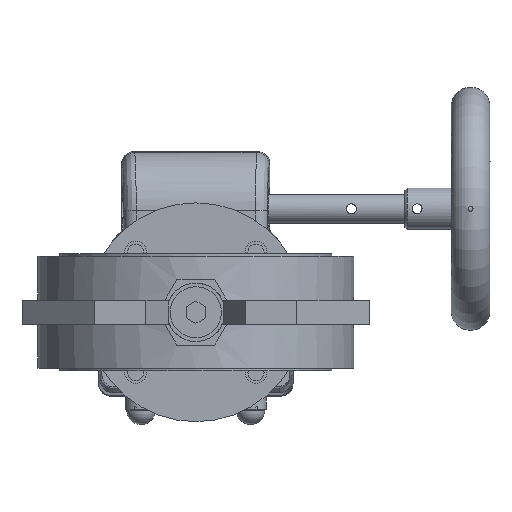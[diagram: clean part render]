
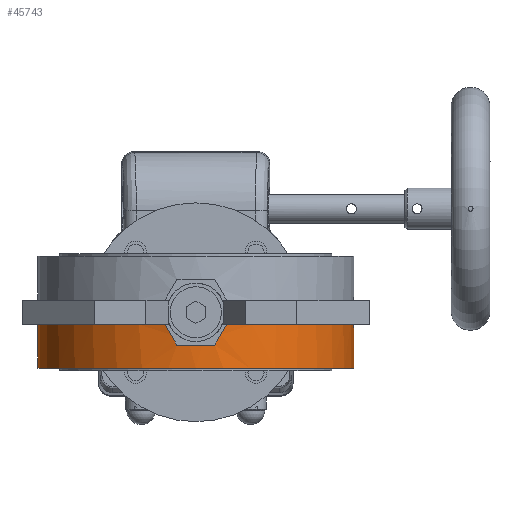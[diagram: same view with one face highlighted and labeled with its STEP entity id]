
A CAD part, front view. The second image highlights one B-rep face of the part: STEP entity #45743.
In plain terms, the highlighted cylindrical face has radius 65 mm (diameter 130 mm), a full revolution.
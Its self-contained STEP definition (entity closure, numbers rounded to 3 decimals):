
#3575=CIRCLE('',#50119,65.);
#3576=CIRCLE('',#50121,65.);
#3577=CIRCLE('',#50123,65.);
#3578=CIRCLE('',#50124,65.);
#3579=CIRCLE('',#50125,65.);
#3580=CIRCLE('',#50126,65.);
#4131=CYLINDRICAL_SURFACE('',#50118,65.);
#6681=LINE('',#155992,#9832);
#6682=LINE('',#155997,#9833);
#6683=LINE('',#156000,#9834);
#9832=VECTOR('',#60956,65.);
#9833=VECTOR('',#60961,1000.);
#9834=VECTOR('',#60964,1000.);
#11031=ELLIPSE('',#50120,130.,65.);
#11032=ELLIPSE('',#50122,130.,65.);
#13294=FACE_OUTER_BOUND('',#16097,.T.);
#16097=EDGE_LOOP('',(#40304,#40305,#40306,#40307,#40308,#40309,#40310,#40311,
#40312,#40313,#40314,#40315));
#21576=VERTEX_POINT('',#155980);
#21577=VERTEX_POINT('',#155981);
#21578=VERTEX_POINT('',#155983);
#21579=VERTEX_POINT('',#155985);
#21580=VERTEX_POINT('',#155987);
#21581=VERTEX_POINT('',#155989);
#21582=VERTEX_POINT('',#155991);
#21583=VERTEX_POINT('',#155994);
#21584=VERTEX_POINT('',#155996);
#21585=VERTEX_POINT('',#155998);
#27940=EDGE_CURVE('',#21576,#21577,#3575,.T.);
#27941=EDGE_CURVE('',#21576,#21578,#11031,.T.);
#27942=EDGE_CURVE('',#21578,#21579,#3576,.T.);
#27943=EDGE_CURVE('',#21579,#21580,#11032,.T.);
#27944=EDGE_CURVE('',#21581,#21580,#3577,.T.);
#27945=EDGE_CURVE('',#21581,#21582,#6681,.T.);
#27946=EDGE_CURVE('',#21582,#21582,#3578,.T.);
#27947=EDGE_CURVE('',#21583,#21581,#3579,.T.);
#27948=EDGE_CURVE('',#21583,#21584,#6682,.T.);
#27949=EDGE_CURVE('',#21584,#21585,#3580,.T.);
#27950=EDGE_CURVE('',#21577,#21585,#6683,.T.);
#40304=ORIENTED_EDGE('',*,*,#27940,.F.);
#40305=ORIENTED_EDGE('',*,*,#27941,.T.);
#40306=ORIENTED_EDGE('',*,*,#27942,.T.);
#40307=ORIENTED_EDGE('',*,*,#27943,.T.);
#40308=ORIENTED_EDGE('',*,*,#27944,.F.);
#40309=ORIENTED_EDGE('',*,*,#27945,.T.);
#40310=ORIENTED_EDGE('',*,*,#27946,.T.);
#40311=ORIENTED_EDGE('',*,*,#27945,.F.);
#40312=ORIENTED_EDGE('',*,*,#27947,.F.);
#40313=ORIENTED_EDGE('',*,*,#27948,.T.);
#40314=ORIENTED_EDGE('',*,*,#27949,.T.);
#40315=ORIENTED_EDGE('',*,*,#27950,.F.);
#45743=ADVANCED_FACE('',(#13294),#4131,.T.);
#50118=AXIS2_PLACEMENT_3D('',#155979,#60944,#60945);
#50119=AXIS2_PLACEMENT_3D('',#155982,#60946,#60947);
#50120=AXIS2_PLACEMENT_3D('',#155984,#60948,#60949);
#50121=AXIS2_PLACEMENT_3D('',#155986,#60950,#60951);
#50122=AXIS2_PLACEMENT_3D('',#155988,#60952,#60953);
#50123=AXIS2_PLACEMENT_3D('',#155990,#60954,#60955);
#50124=AXIS2_PLACEMENT_3D('',#155993,#60957,#60958);
#50125=AXIS2_PLACEMENT_3D('',#155995,#60959,#60960);
#50126=AXIS2_PLACEMENT_3D('',#155999,#60962,#60963);
#60944=DIRECTION('center_axis',(0.,0.,1.));
#60945=DIRECTION('ref_axis',(1.,0.,0.));
#60946=DIRECTION('center_axis',(0.,0.,1.));
#60947=DIRECTION('ref_axis',(1.,0.,0.));
#60948=DIRECTION('center_axis',(0.866,0.,
-0.5));
#60949=DIRECTION('ref_axis',(0.5,0.,0.866));
#60950=DIRECTION('center_axis',(0.,0.,-1.));
#60951=DIRECTION('ref_axis',(1.,0.,0.));
#60952=DIRECTION('center_axis',(-0.866,0.,
-0.5));
#60953=DIRECTION('ref_axis',(0.5,0.,-0.866));
#60954=DIRECTION('center_axis',(0.,0.,1.));
#60955=DIRECTION('ref_axis',(1.,0.,0.));
#60956=DIRECTION('',(0.,0.,-1.));
#60957=DIRECTION('center_axis',(0.,0.,1.));
#60958=DIRECTION('ref_axis',(1.,0.,0.));
#60959=DIRECTION('center_axis',(0.,0.,1.));
#60960=DIRECTION('ref_axis',(1.,0.,0.));
#60961=DIRECTION('',(0.,0.,-1.));
#60962=DIRECTION('center_axis',(0.,0.,-1.));
#60963=DIRECTION('ref_axis',(1.,0.,0.));
#60964=DIRECTION('',(0.,0.,-1.));
#155979=CARTESIAN_POINT('Origin',(0.,0.,115.101));
#155980=CARTESIAN_POINT('',(12.702,-63.747,-5.));
#155981=CARTESIAN_POINT('',(17.,62.738,-5.));
#155982=CARTESIAN_POINT('Origin',(0.,0.,-5.));
#155983=CARTESIAN_POINT('',(7.794,-64.531,-13.5));
#155984=CARTESIAN_POINT('Origin',(0.,0.,
-27.));
#155985=CARTESIAN_POINT('',(-7.794,-64.531,-13.5));
#155986=CARTESIAN_POINT('Origin',(0.,0.,-13.5));
#155987=CARTESIAN_POINT('',(-12.702,-63.747,-5.));
#155988=CARTESIAN_POINT('Origin',(0.,0.,
-27.));
#155989=CARTESIAN_POINT('',(-65.,0.,-5.));
#155990=CARTESIAN_POINT('Origin',(0.,0.,-5.));
#155991=CARTESIAN_POINT('',(-65.,0.,-23.));
#155992=CARTESIAN_POINT('',(-65.,0.,115.101));
#155993=CARTESIAN_POINT('Origin',(0.,0.,-23.));
#155994=CARTESIAN_POINT('',(-17.,62.738,-5.));
#155995=CARTESIAN_POINT('Origin',(0.,0.,-5.));
#155996=CARTESIAN_POINT('',(-17.,62.738,-13.5));
#155997=CARTESIAN_POINT('',(-17.,62.738,13.5));
#155998=CARTESIAN_POINT('',(17.,62.738,-13.5));
#155999=CARTESIAN_POINT('Origin',(0.,0.,-13.5));
#156000=CARTESIAN_POINT('',(17.,62.738,13.5));
